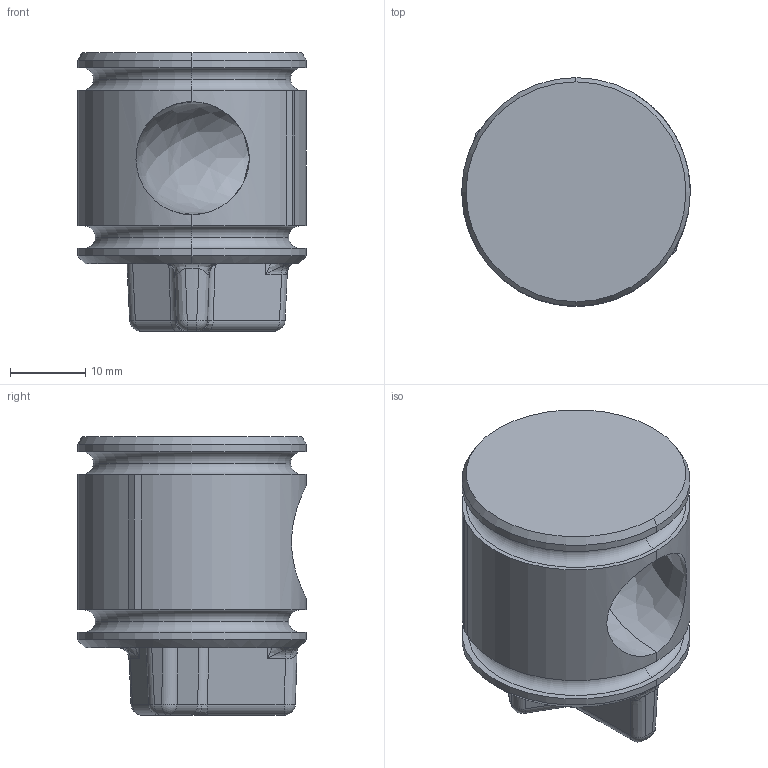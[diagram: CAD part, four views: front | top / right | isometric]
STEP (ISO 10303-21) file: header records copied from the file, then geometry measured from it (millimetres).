
FILE_DESCRIPTION (( 'STEP AP214' ), '1' );
FILE_NAME ('ValveCock.STEP', '2020-03-21T08:04:10', ( '' ), ( '' ), 'SwSTEP 2.0', 'SolidWorks 2020', '' );
FILE_SCHEMA (( 'AUTOMOTIVE_DESIGN' ));
Length unit declared in the file: millimetre
Products named in the file (1): ValveCock
Bounding box: 30.36 x 30.36 x 37 mm (x, y, z)
Volume: 14321 mm3; surface area: 6413.3 mm2
Topology: 1 solids, 1 shells, 140 faces, 319 edges, 175 vertices
Faces by surface type: bspline 49, cylinder 32, plane 26, torus 20, sphere 7, cone 6
Entity records: 5441 total; most frequent: CARTESIAN_POINT 2671, ORIENTED_EDGE 616, DIRECTION 531, EDGE_CURVE 308, AXIS2_PLACEMENT_3D 232, VERTEX_POINT 175, EDGE_LOOP 147, CIRCLE 140
